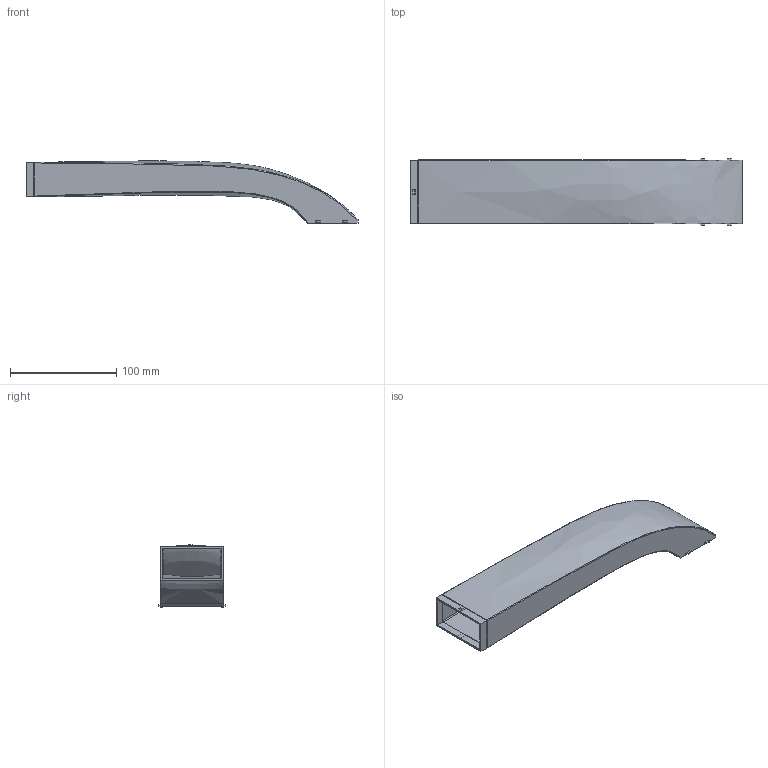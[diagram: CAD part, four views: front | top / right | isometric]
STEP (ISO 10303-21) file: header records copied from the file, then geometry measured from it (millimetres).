
FILE_DESCRIPTION (( 'STEP AP203' ), '1' );
FILE_NAME ('Filter-Duct.STEP', '2021-07-02T12:07:23', ( '' ), ( '' ), 'SwSTEP 2.0', 'SolidWorks 2019', '' );
FILE_SCHEMA (( 'CONFIG_CONTROL_DESIGN' ));
Length unit declared in the file: millimetre
Products named in the file (1): Filter-Duct
Bounding box: 311.9 x 63 x 58.44 mm (x, y, z)
Volume: 100466.7 mm3; surface area: 101044.8 mm2
Topology: 1 solids, 1 shells, 81 faces, 212 edges, 138 vertices
Faces by surface type: plane 50, bspline 27, cylinder 4
Entity records: 8640 total; most frequent: CARTESIAN_POINT 6807, ORIENTED_EDGE 424, DIRECTION 259, EDGE_CURVE 212, VERTEX_POINT 138, LINE 125, VECTOR 125, EDGE_LOOP 88
